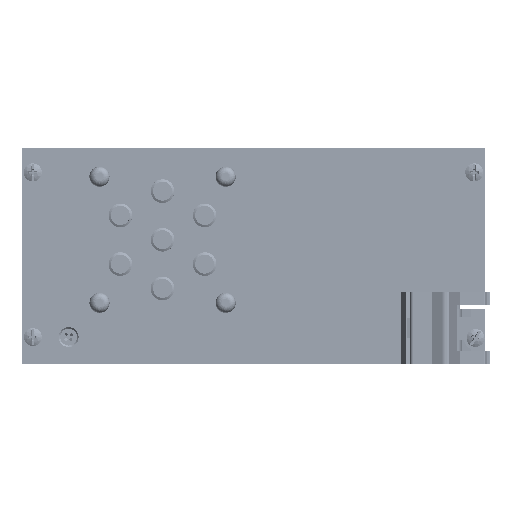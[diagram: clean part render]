
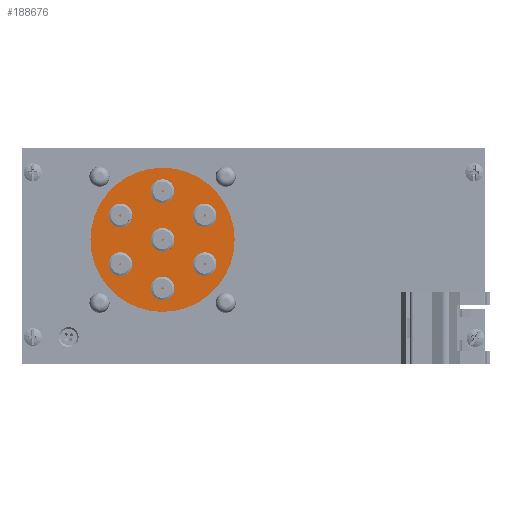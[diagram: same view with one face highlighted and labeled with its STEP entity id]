
A CAD part, left-side view. The second image highlights one B-rep face of the part: STEP entity #188676.
In plain terms, the highlighted planar face has unit normal (-1, 0, 0).
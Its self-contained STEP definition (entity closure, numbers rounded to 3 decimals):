
#17335 = CIRCLE ( 'NONE', #147550, 20. ) ;
#21774 = CARTESIAN_POINT ( 'NONE',  ( -106.24, 1.37, 38.793 ) ) ;
#50334 = EDGE_LOOP ( 'NONE', ( #69169 ) ) ;
#69169 = ORIENTED_EDGE ( 'NONE', *, *, #89255, .T. ) ;
#89255 = EDGE_CURVE ( 'NONE', #149417, #149417, #17335, .T. ) ;
#113799 = PLANE ( 'NONE',  #165293 ) ;
#113827 = CARTESIAN_POINT ( 'NONE',  ( -106.24, 21.37, 38.793 ) ) ;
#113829 = DIRECTION ( 'NONE',  ( -1., 0., 0. ) ) ;
#113831 = DIRECTION ( 'NONE',  ( 0., -1., 0. ) ) ;
#116366 = FACE_OUTER_BOUND ( 'NONE', #50334, .T. ) ;
#147550 = AXIS2_PLACEMENT_3D ( 'NONE', #184833, #184835, #184838 ) ;
#149417 = VERTEX_POINT ( 'NONE', #21774 ) ;
#165293 = AXIS2_PLACEMENT_3D ( 'NONE', #113827, #113829, #113831 ) ;
#184833 = CARTESIAN_POINT ( 'NONE',  ( -106.24, 21.37, 38.793 ) ) ;
#184835 = DIRECTION ( 'NONE',  ( -1., 0., 0. ) ) ;
#184838 = DIRECTION ( 'NONE',  ( 0., -1., 0. ) ) ;
#188676 = ADVANCED_FACE ( 'NONE', ( #116366 ), #113799, .T. ) ;
